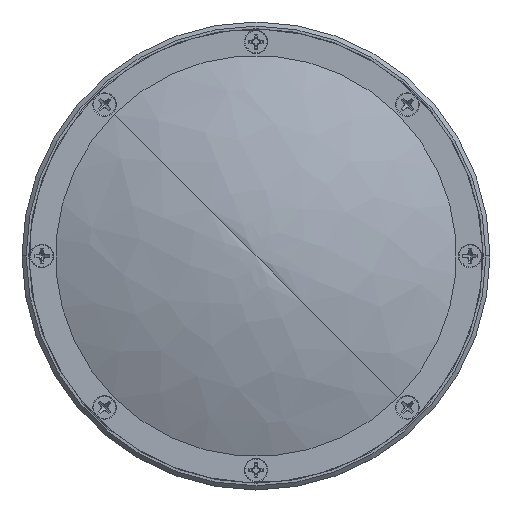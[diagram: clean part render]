
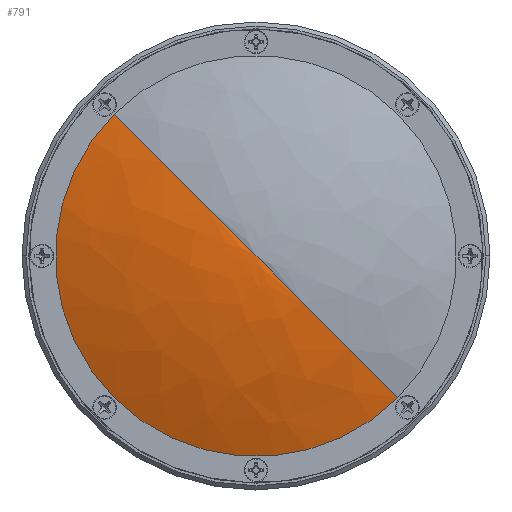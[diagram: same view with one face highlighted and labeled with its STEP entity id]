
A CAD part, top view. The second image highlights one B-rep face of the part: STEP entity #791.
In plain terms, the highlighted free-form (B-spline) face has degree [3, 3] with [4, 4] control points.
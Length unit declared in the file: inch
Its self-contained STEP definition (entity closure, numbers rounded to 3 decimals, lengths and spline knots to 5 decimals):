
#374 = CARTESIAN_POINT ( 'NONE',  ( 0., 0., 0.53689 ) ) ;
#753 = CARTESIAN_POINT ( 'NONE',  ( -1.35765, 1.35765, 0.12502 ) ) ;
#791 = ADVANCED_FACE ( 'NONE', ( #6635 ), #2648, .F. ) ;
#995 = CARTESIAN_POINT ( 'NONE',  ( 0., 0., 0.53689 ) ) ;
#1022 = CARTESIAN_POINT ( 'NONE',  ( -1.35765, -0.45255, 0.53958 ) ) ;
#1250 = ORIENTED_EDGE ( 'NONE', *, *, #1282, .F. ) ;
#1282 = EDGE_CURVE ( 'NONE', #3044, #2736, #7022, .T. ) ;
#1743 = CARTESIAN_POINT ( 'NONE',  ( -2.71529, -0.9051, 0.37822 ) ) ;
#1933 = AXIS2_PLACEMENT_3D ( 'NONE', #7001, #3524, #3409 ) ;
#2435 = CARTESIAN_POINT ( 'NONE',  ( -0.45255, 0.45255, 0.53958 ) ) ;
#2441 = CARTESIAN_POINT ( 'NONE',  ( 1.35765, -1.35765, 0.12502 ) ) ;
#2480 = CARTESIAN_POINT ( 'NONE',  ( 0., 0., 0.53689 ) ) ;
#2511 = CARTESIAN_POINT ( 'NONE',  ( -0.45255, 0.45255, 0.53958 ) ) ;
#2648 =( BOUNDED_SURFACE ( )  B_SPLINE_SURFACE ( 3, 3, ( 
 ( #5219, #8728, #7974, #2441 ),
 ( #6619, #1743, #3836, #5860 ),
 ( #2511, #1022, #3073, #5274 ),
 ( #2480, #995, #374, #8667 ) ),
 .UNSPECIFIED., .F., .F., .F. ) 
 B_SPLINE_SURFACE_WITH_KNOTS ( ( 4, 4 ),
 ( 4, 4 ),
 ( 0.08366, 0.9203 ),
 ( 0., 1. ),
 .UNSPECIFIED. ) 
 GEOMETRIC_REPRESENTATION_ITEM ( )  RATIONAL_B_SPLINE_SURFACE ( (
 ( 1., 0.333, 0.333, 1.),
 ( 1., 0.333, 0.333, 1.),
 ( 1., 0.333, 0.333, 1.),
 ( 1., 0.333, 0.333, 1.) ) ) 
 REPRESENTATION_ITEM ( '' )  SURFACE ( )  );
#2736 = VERTEX_POINT ( 'NONE', #7645 ) ;
#3044 = VERTEX_POINT ( 'NONE', #753 ) ;
#3073 = CARTESIAN_POINT ( 'NONE',  ( -0.45255, -1.35765, 0.53958 ) ) ;
#3166 = CARTESIAN_POINT ( 'NONE',  ( 0., 0., 0.53689 ) ) ;
#3409 = DIRECTION ( 'NONE',  ( -0.707, 0.707, 0. ) ) ;
#3477 = ORIENTED_EDGE ( 'NONE', *, *, #4022, .T. ) ;
#3524 = DIRECTION ( 'NONE',  ( 0., 0., 1. ) ) ;
#3836 = CARTESIAN_POINT ( 'NONE',  ( -0.9051, -2.71529, 0.37822 ) ) ;
#4022 = EDGE_CURVE ( 'NONE', #6132, #2736, #6423, .T. ) ;
#4538 = CARTESIAN_POINT ( 'NONE',  ( -1.35765, 1.35765, 0.12502 ) ) ;
#4581 = ORIENTED_EDGE ( 'NONE', *, *, #5953, .T. ) ;
#5219 = CARTESIAN_POINT ( 'NONE',  ( -1.35765, 1.35765, 0.12502 ) ) ;
#5274 = CARTESIAN_POINT ( 'NONE',  ( 0.45255, -0.45255, 0.53958 ) ) ;
#5645 = CARTESIAN_POINT ( 'NONE',  ( 1.35765, -1.35765, 0.12502 ) ) ;
#5699 = CARTESIAN_POINT ( 'NONE',  ( 0.45255, -0.45255, 0.53958 ) ) ;
#5802 = CIRCLE ( 'NONE', #1933, 1.92 ) ;
#5860 = CARTESIAN_POINT ( 'NONE',  ( 0.9051, -0.9051, 0.37822 ) ) ;
#5953 = EDGE_CURVE ( 'NONE', #3044, #6132, #5802, .T. ) ;
#6132 = VERTEX_POINT ( 'NONE', #7326 ) ;
#6423 = B_SPLINE_CURVE_WITH_KNOTS ( 'NONE', 3,
 ( #5645, #7135, #5699, #7736 ),
 .UNSPECIFIED., .F., .F.,
 ( 4, 4 ),
 ( 0.08366, 0.9203 ),
 .UNSPECIFIED. ) ;
#6619 = CARTESIAN_POINT ( 'NONE',  ( -0.9051, 0.9051, 0.37822 ) ) ;
#6635 = FACE_OUTER_BOUND ( 'NONE', #8464, .T. ) ;
#7001 = CARTESIAN_POINT ( 'NONE',  ( 0., 0., 0.12502 ) ) ;
#7022 = B_SPLINE_CURVE_WITH_KNOTS ( 'NONE', 3,
 ( #4538, #8034, #2435, #3166 ),
 .UNSPECIFIED., .F., .F.,
 ( 4, 4 ),
 ( 0.08366, 0.9203 ),
 .UNSPECIFIED. ) ;
#7135 = CARTESIAN_POINT ( 'NONE',  ( 0.9051, -0.9051, 0.37822 ) ) ;
#7326 = CARTESIAN_POINT ( 'NONE',  ( 1.35765, -1.35765, 0.12502 ) ) ;
#7645 = CARTESIAN_POINT ( 'NONE',  ( 0., 0., 0.53689 ) ) ;
#7736 = CARTESIAN_POINT ( 'NONE',  ( 0., 0., 0.53689 ) ) ;
#7974 = CARTESIAN_POINT ( 'NONE',  ( -1.35765, -4.07294, 0.12502 ) ) ;
#8034 = CARTESIAN_POINT ( 'NONE',  ( -0.9051, 0.9051, 0.37822 ) ) ;
#8464 = EDGE_LOOP ( 'NONE', ( #1250, #4581, #3477 ) ) ;
#8667 = CARTESIAN_POINT ( 'NONE',  ( 0., 0., 0.53689 ) ) ;
#8728 = CARTESIAN_POINT ( 'NONE',  ( -4.07294, -1.35765, 0.12502 ) ) ;
